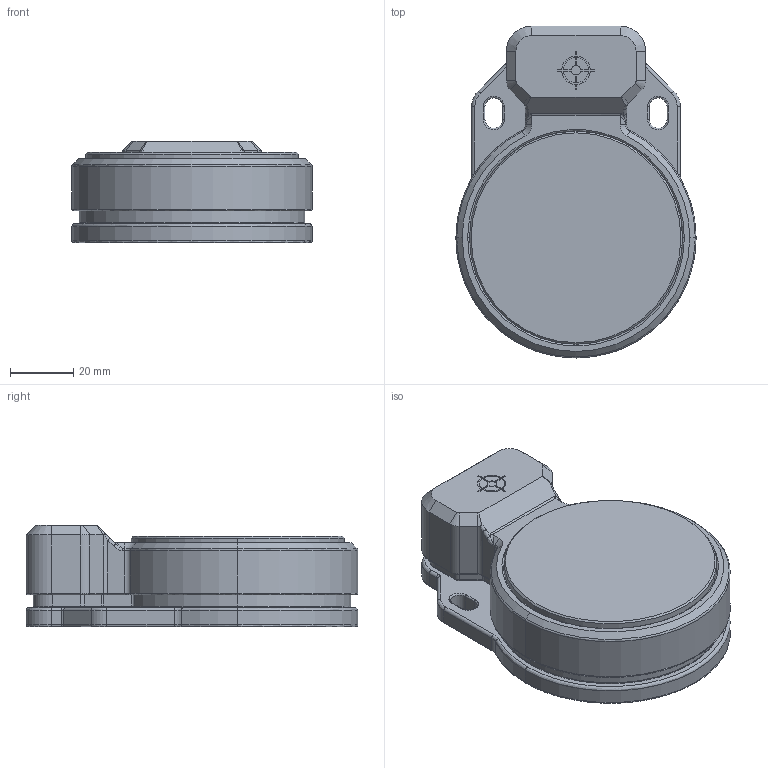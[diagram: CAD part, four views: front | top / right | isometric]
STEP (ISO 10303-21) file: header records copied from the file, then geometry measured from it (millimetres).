
FILE_DESCRIPTION (( 'STEP AP214' ), '1' );
FILE_NAME ('MGL-1P-M-46310.step', '2017-09-27T15:10:00', ( '' ), ( '' ), 'SwSTEP 2.0', 'SolidWorks 2017', '' );
FILE_SCHEMA (( 'AUTOMOTIVE_DESIGN' ));
Length unit declared in the file: inch
Products named in the file (1): MGL-1P-M-46310
Bounding box: 76 x 105 x 32 mm (x, y, z)
Volume: 117647.6 mm3; surface area: 61729.7 mm2
Topology: 5 solids, 5 shells, 588 faces, 1378 edges, 807 vertices
Faces by surface type: cylinder 240, bspline 162, plane 139, cone 47
Entity records: 21688 total; most frequent: CARTESIAN_POINT 8981, ORIENTED_EDGE 2716, DIRECTION 2586, EDGE_CURVE 1358, AXIS2_PLACEMENT_3D 1010, VERTEX_POINT 807, EDGE_LOOP 643, ADVANCED_FACE 588
